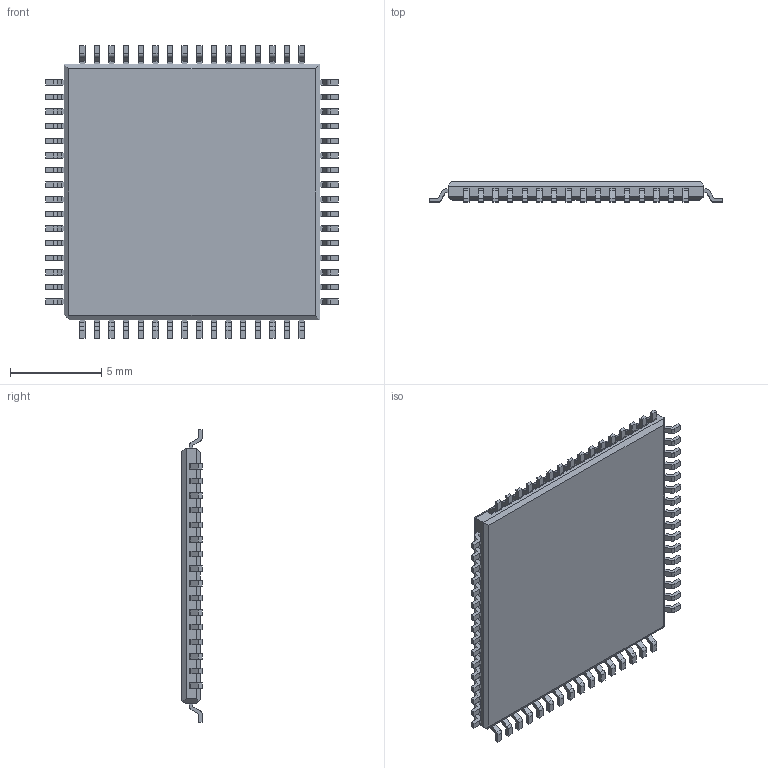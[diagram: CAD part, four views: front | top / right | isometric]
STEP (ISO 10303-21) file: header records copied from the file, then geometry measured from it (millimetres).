
FILE_DESCRIPTION (( 'STEP AP214' ), '1' );
FILE_NAME ('0C3EFD64-DA26-49FB-BDDB-E4008BD54EC6.STEP', '2007-06-08T20:45:27', ( 'sysAdmin' ), ( 'SolidWorks' ), 'SwSTEP 2.0', 'SolidWorks 2007', '' );
FILE_SCHEMA (( 'AUTOMOTIVE_DESIGN' ));
Length unit declared in the file: millimetre
Products named in the file (1): 0C3EFD64-DA26-49FB-BDDB-E4008BD54EC6
Bounding box: 16 x 1.11 x 16 mm (x, y, z)
Volume: 189.5 mm3; surface area: 538.3 mm2
Topology: 1 solids, 1 shells, 779 faces, 2115 edges, 1408 vertices
Faces by surface type: plane 648, cylinder 131
Entity records: 25144 total; most frequent: CARTESIAN_POINT 4303, ORIENTED_EDGE 4230, DIRECTION 3937, EDGE_CURVE 2115, VECTOR 1853, LINE 1853, VERTEX_POINT 1408, AXIS2_PLACEMENT_3D 1042
